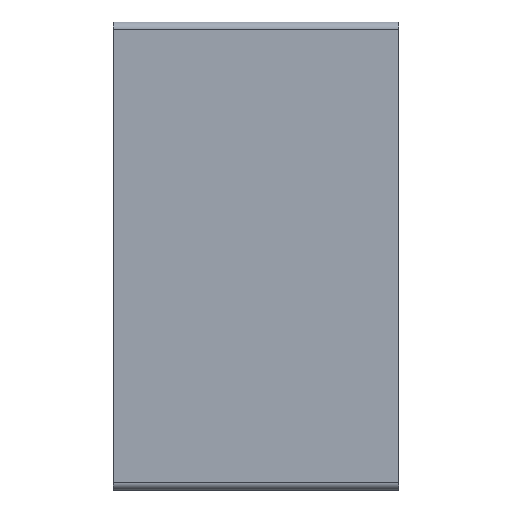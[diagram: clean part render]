
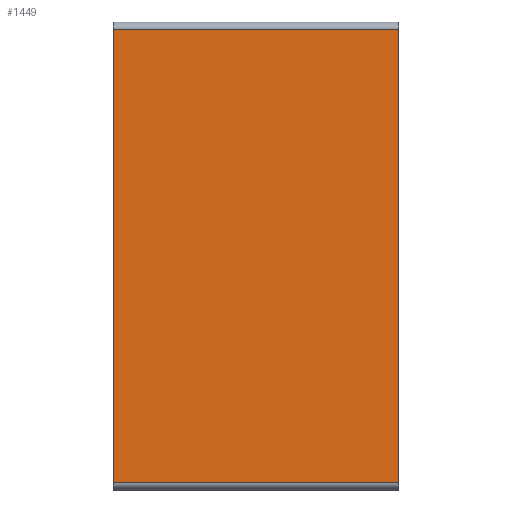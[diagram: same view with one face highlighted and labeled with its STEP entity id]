
A CAD part, left-side view. The second image highlights one B-rep face of the part: STEP entity #1449.
In plain terms, the highlighted planar face has unit normal (-1, 0, 0).
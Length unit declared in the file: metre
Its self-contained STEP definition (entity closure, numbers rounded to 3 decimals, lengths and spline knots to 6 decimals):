
#62=LINE('',#2176,#202);
#88=LINE('',#2275,#228);
#89=LINE('',#2277,#229);
#90=LINE('',#2279,#230);
#202=VECTOR('',#1726,1.);
#228=VECTOR('',#1802,1.);
#229=VECTOR('',#1803,1.);
#230=VECTOR('',#1804,1.);
#400=ORIENTED_EDGE('',*,*,#761,.F.);
#401=ORIENTED_EDGE('',*,*,#810,.F.);
#402=ORIENTED_EDGE('',*,*,#811,.F.);
#403=ORIENTED_EDGE('',*,*,#812,.F.);
#761=EDGE_CURVE('',#966,#967,#62,.T.);
#810=EDGE_CURVE('',#1015,#966,#88,.T.);
#811=EDGE_CURVE('',#1016,#1015,#89,.T.);
#812=EDGE_CURVE('',#967,#1016,#90,.F.);
#966=VERTEX_POINT('',#2175);
#967=VERTEX_POINT('',#2177);
#1015=VERTEX_POINT('',#2276);
#1016=VERTEX_POINT('',#2278);
#1171=EDGE_LOOP('',(#400,#401,#402,#403));
#1295=FACE_BOUND('',#1171,.T.);
#1402=PLANE('',#1576);
#1449=ADVANCED_FACE('',(#1295),#1402,.F.);
#1576=AXIS2_PLACEMENT_3D('',#2274,#1800,#1801);
#1726=DIRECTION('',(0.,0.,-1.));
#1800=DIRECTION('',(1.,0.,0.));
#1801=DIRECTION('',(0.,0.,-1.));
#1802=DIRECTION('',(0.,-1.,0.));
#1803=DIRECTION('',(0.,0.,1.));
#1804=DIRECTION('',(0.,-1.,0.));
#2175=CARTESIAN_POINT('',(-0.263312,0.1208,-0.0249));
#2176=CARTESIAN_POINT('',(-0.263312,0.1208,-0.026679));
#2177=CARTESIAN_POINT('',(-0.263312,0.1208,-0.0829));
#2274=CARTESIAN_POINT('',(-0.263312,0.955111,-0.026679));
#2275=CARTESIAN_POINT('',(-0.263312,0.1208,-0.0249));
#2276=CARTESIAN_POINT('',(-0.263312,0.15745,-0.0249));
#2277=CARTESIAN_POINT('',(-0.263312,0.15745,-0.026679));
#2278=CARTESIAN_POINT('',(-0.263312,0.15745,-0.0829));
#2279=CARTESIAN_POINT('',(-0.263312,0.955111,-0.0829));
